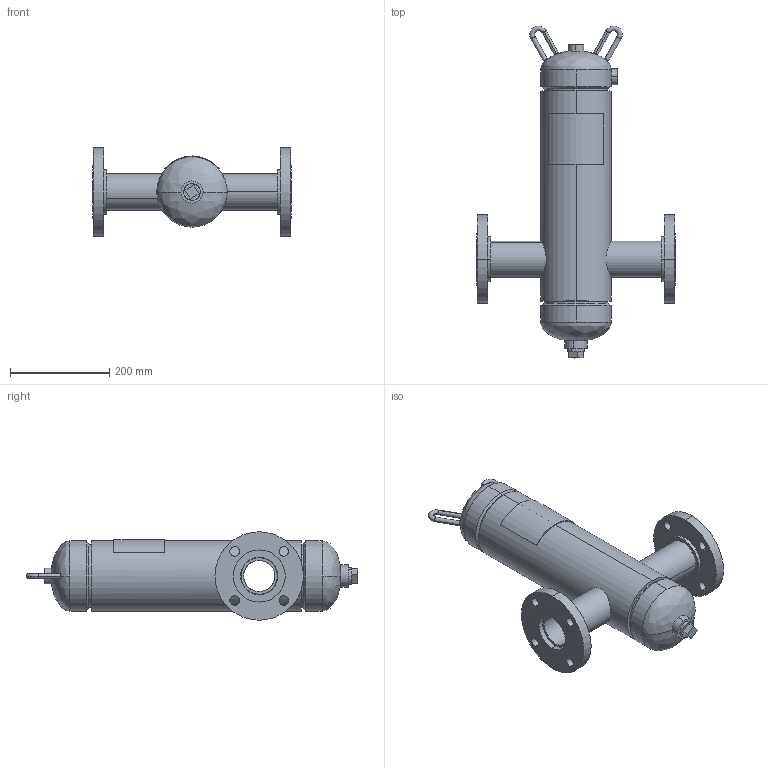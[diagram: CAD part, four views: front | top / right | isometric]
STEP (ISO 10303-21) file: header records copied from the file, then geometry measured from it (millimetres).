
FILE_DESCRIPTION (( 'STEP AP203' ), '1' );
FILE_NAME ('WVAA-2.5HV.STEP', '2021-03-11T14:37:24', ( '' ), ( '' ), 'SwSTEP 2.0', 'SolidWorks 2021', '' );
FILE_SCHEMA (( 'CONFIG_CONTROL_DESIGN' ));
Length unit declared in the file: inch
Products named in the file (13): 9400540_tall; PLUGS_9500150; 9500030; 9201540; 72J1365; 9301070_5.5625; 9400521; 99P4439; 9600830_5.5625" VERT; WVAA-2.5HV; 9500050; SORF FLANGES ASME B16.5_2.5 150# SA-105
Assembly tree (18 placements, depth 2):
  WVAA-2.5HV
    99P4439
    9201540
    9201540
    9500030  x2
    9500050
    PLUGS_9500150
    9301070_5.5625  x2
    SORF FLANGES ASME B16.5_2.5 150# SA-105  x2
    9400521  x2
    9400540_tall  x2
    72J1365  x2
    9600830_5.5625" VERT
Bounding box: 400.05 x 667.45 x 177.8 mm (x, y, z)
Volume: 2866667.8 mm3; surface area: 879589.3 mm2
Topology: 18 solids, 18 shells, 181 faces, 400 edges, 264 vertices
Faces by surface type: cylinder 104, plane 55, cone 10, bspline 8, torus 4
Entity records: 6301 total; most frequent: CARTESIAN_POINT 1812, DIRECTION 684, ORIENTED_EDGE 552, AXIS2_PLACEMENT_3D 292, EDGE_CURVE 276, VERTEX_POINT 182, EDGE_LOOP 156, CIRCLE 156
